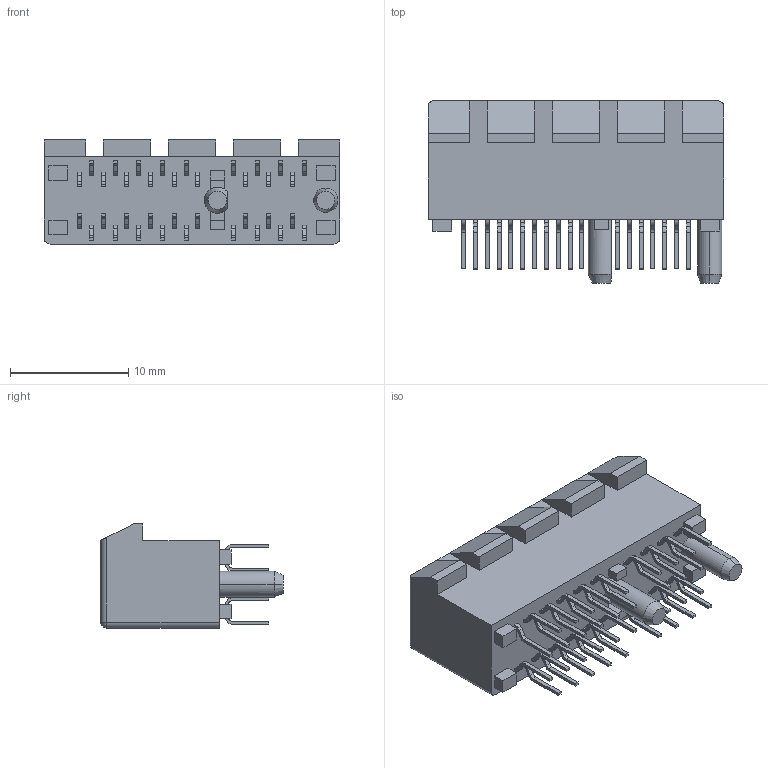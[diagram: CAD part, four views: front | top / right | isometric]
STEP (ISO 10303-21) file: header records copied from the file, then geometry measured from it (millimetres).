
FILE_DESCRIPTION (( 'STEP AP214' ), '1' );
FILE_NAME ('10018783-10010TLF.STEP', '2021-10-30T16:22:28', ( '' ), ( '' ), 'SwSTEP 2.0', 'SolidWorks 2020', '' );
FILE_SCHEMA (( 'AUTOMOTIVE_DESIGN' ));
Length unit declared in the file: millimetre
Products named in the file (1): 10018783-10010TLF
Bounding box: 25 x 15.4 x 8.8 mm (x, y, z)
Volume: 1693.6 mm3; surface area: 1856.1 mm2
Topology: 1 solids, 1 shells, 677 faces, 1866 edges, 1233 vertices
Faces by surface type: plane 410, cylinder 261, cone 4, sphere 2
Entity records: 21778 total; most frequent: CARTESIAN_POINT 3831, DIRECTION 3744, ORIENTED_EDGE 3728, EDGE_CURVE 1864, VECTOR 1332, LINE 1332, VERTEX_POINT 1233, AXIS2_PLACEMENT_3D 1206
